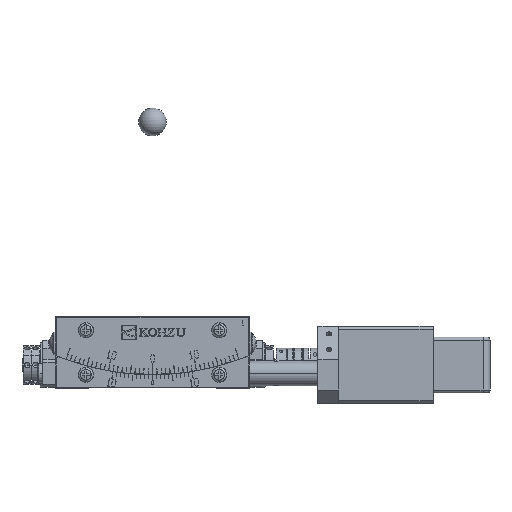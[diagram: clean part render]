
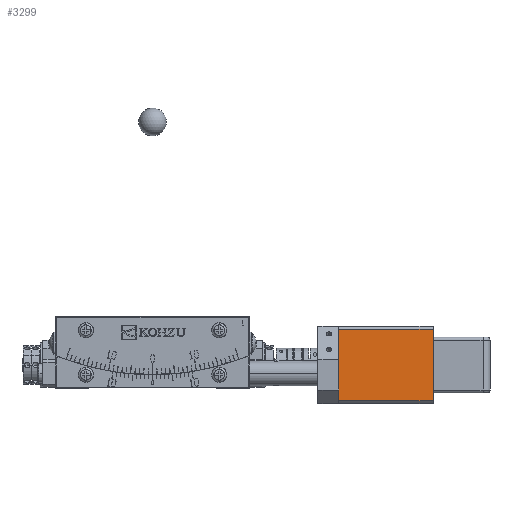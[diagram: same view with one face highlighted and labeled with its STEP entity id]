
A CAD part, front view. The second image highlights one B-rep face of the part: STEP entity #3299.
In plain terms, the highlighted planar face has unit normal (0, -1, 0).
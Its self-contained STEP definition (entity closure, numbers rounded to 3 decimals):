
#3299=ADVANCED_FACE('',(#33809),#33808,.T.);
#33808=PLANE('',#55150);
#33809=FACE_OUTER_BOUND('',#55151,.T.);
#55147=CARTESIAN_POINT('',(63.6,-14.,-6.914));
#55148=DIRECTION('',(0.,-1.,0.));
#55149=DIRECTION('',(1.,0.,0.));
#55150=AXIS2_PLACEMENT_3D('',#55147,#55148,#55149);
#55151=EDGE_LOOP('',(#71047,#71048,#71049,#71050));
#71047=ORIENTED_EDGE('',*,*,#78941,.T.);
#71048=ORIENTED_EDGE('',*,*,#78826,.T.);
#71049=ORIENTED_EDGE('',*,*,#78942,.T.);
#71050=ORIENTED_EDGE('',*,*,#78935,.F.);
#78826=EDGE_CURVE('',#128036,#128079,#128086,.T.);
#78935=EDGE_CURVE('',#128811,#128818,#128819,.T.);
#78941=EDGE_CURVE('',#128811,#128036,#128858,.T.);
#78942=EDGE_CURVE('',#128079,#128818,#128864,.T.);
#128036=VERTEX_POINT('',#161312);
#128079=VERTEX_POINT('',#161340);
#128086=LINE('',#161345,#161346);
#128811=VERTEX_POINT('',#161819);
#128818=VERTEX_POINT('',#161824);
#128819=LINE('',#161825,#161826);
#128858=LINE('',#161848,#161849);
#128864=LINE('',#161851,#161852);
#161312=CARTESIAN_POINT('',(67.,-14.,21.345));
#161340=CARTESIAN_POINT('',(67.,-14.,-4.345));
#161345=CARTESIAN_POINT('',(67.,-14.,21.345));
#161346=VECTOR('',#161347,25.69);
#161347=DIRECTION('',(0.,0.,-1.));
#161819=CARTESIAN_POINT('',(101.,-14.,21.345));
#161824=CARTESIAN_POINT('',(101.,-14.,-4.345));
#161825=CARTESIAN_POINT('',(101.,-14.,21.345));
#161826=VECTOR('',#161827,25.69);
#161827=DIRECTION('',(0.,0.,-1.));
#161848=CARTESIAN_POINT('',(101.,-14.,21.345));
#161849=VECTOR('',#161850,34.);
#161850=DIRECTION('',(-1.,0.,0.));
#161851=CARTESIAN_POINT('',(67.,-14.,-4.345));
#161852=VECTOR('',#161853,34.);
#161853=DIRECTION('',(1.,0.,0.));
